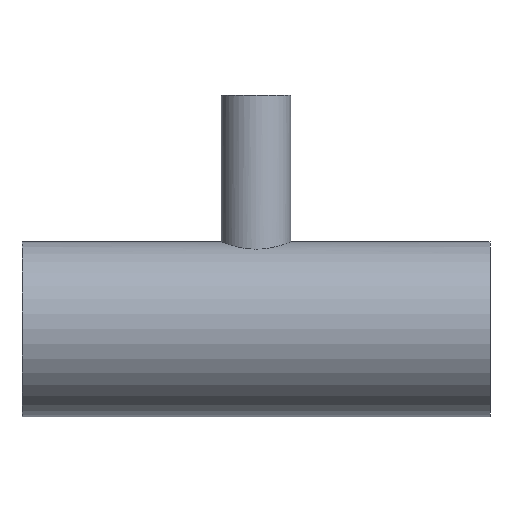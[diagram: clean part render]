
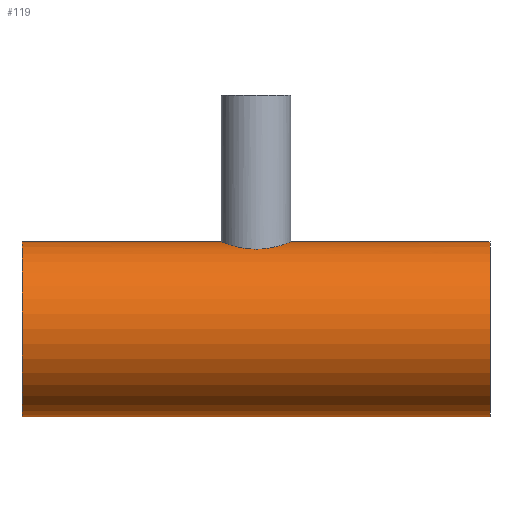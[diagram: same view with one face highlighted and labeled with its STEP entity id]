
A CAD part, front view. The second image highlights one B-rep face of the part: STEP entity #119.
In plain terms, the highlighted cylindrical face has radius 31.75 mm (diameter 63.5 mm), a full revolution.
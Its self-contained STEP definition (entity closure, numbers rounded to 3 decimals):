
#16=FACE_BOUND('',#35,.T.);
#26=FACE_OUTER_BOUND('',#34,.T.);
#34=EDGE_LOOP('',(#96,#97,#98,#99));
#35=EDGE_LOOP('',(#100,#101));
#44=B_SPLINE_CURVE_WITH_KNOTS('',3,(#237,#238,#239,#240,#241,#242,#243,
#244,#245,#246,#247,#248,#249,#250),.UNSPECIFIED.,.F.,.F.,(4,2,2,2,2,2,
4),(0.,0.242,0.485,0.969,1.453,
1.695,1.937),.UNSPECIFIED.);
#45=B_SPLINE_CURVE_WITH_KNOTS('',3,(#251,#252,#253,#254,#255,#256,#257,
#258,#259,#260,#261,#262,#263,#264,#265,#266,#267,#268,#269,#270,#271,#272,
#273,#274,#275,#276,#277,#278,#279,#280,#281,#282,#283,#284,#285,#286,#287,
#288),.UNSPECIFIED.,.F.,.F.,(4,2,2,2,2,2,2,2,2,2,2,2,2,2,2,2,2,2,4),(1.937,
2.179,2.421,2.906,3.39,3.632,
3.875,4.117,4.359,4.844,5.328,
5.57,5.812,6.054,6.296,6.78,
7.265,7.507,7.749),.UNSPECIFIED.);
#48=LINE('',#294,#52);
#52=VECTOR('',#174,31.75);
#56=CIRCLE('',#149,31.75);
#57=CIRCLE('',#150,31.75);
#64=VERTEX_POINT('',#234);
#65=VERTEX_POINT('',#236);
#66=VERTEX_POINT('',#291);
#67=VERTEX_POINT('',#293);
#76=EDGE_CURVE('',#65,#64,#44,.T.);
#77=EDGE_CURVE('',#64,#65,#45,.T.);
#78=EDGE_CURVE('',#66,#66,#56,.T.);
#79=EDGE_CURVE('',#66,#67,#48,.T.);
#80=EDGE_CURVE('',#67,#67,#57,.T.);
#96=ORIENTED_EDGE('',*,*,#78,.F.);
#97=ORIENTED_EDGE('',*,*,#79,.T.);
#98=ORIENTED_EDGE('',*,*,#80,.F.);
#99=ORIENTED_EDGE('',*,*,#79,.F.);
#100=ORIENTED_EDGE('',*,*,#76,.T.);
#101=ORIENTED_EDGE('',*,*,#77,.T.);
#114=CYLINDRICAL_SURFACE('',#148,31.75);
#119=ADVANCED_FACE('',(#26,#16),#114,.T.);
#148=AXIS2_PLACEMENT_3D('',#290,#170,#171);
#149=AXIS2_PLACEMENT_3D('',#292,#172,#173);
#150=AXIS2_PLACEMENT_3D('',#295,#175,#176);
#170=DIRECTION('center_axis',(1.,0.,0.));
#171=DIRECTION('ref_axis',(0.,1.,0.));
#172=DIRECTION('center_axis',(1.,0.,0.));
#173=DIRECTION('ref_axis',(0.,1.,0.));
#174=DIRECTION('',(-1.,0.,0.));
#175=DIRECTION('center_axis',(-1.,0.,0.));
#176=DIRECTION('ref_axis',(0.,1.,0.));
#234=CARTESIAN_POINT('',(-12.7,0.,31.75));
#236=CARTESIAN_POINT('',(0.,-12.7,29.099));
#237=CARTESIAN_POINT('Ctrl Pts',(0.,-12.7,29.099));
#238=CARTESIAN_POINT('Ctrl Pts',(-0.808,-12.7,29.099));
#239=CARTESIAN_POINT('Ctrl Pts',(-1.639,-12.622,29.134));
#240=CARTESIAN_POINT('Ctrl Pts',(-3.288,-12.296,29.273));
#241=CARTESIAN_POINT('Ctrl Pts',(-4.104,-12.048,29.377));
#242=CARTESIAN_POINT('Ctrl Pts',(-6.446,-11.072,29.765));
#243=CARTESIAN_POINT('Ctrl Pts',(-7.862,-10.098,30.124));
#244=CARTESIAN_POINT('Ctrl Pts',(-10.097,-7.863,30.783));
#245=CARTESIAN_POINT('Ctrl Pts',(-11.072,-6.447,31.129));
#246=CARTESIAN_POINT('Ctrl Pts',(-12.048,-4.104,31.494));
#247=CARTESIAN_POINT('Ctrl Pts',(-12.296,-3.287,31.59));
#248=CARTESIAN_POINT('Ctrl Pts',(-12.622,-1.638,31.718));
#249=CARTESIAN_POINT('Ctrl Pts',(-12.7,-0.807,31.75));
#250=CARTESIAN_POINT('Ctrl Pts',(-12.7,0.,31.75));
#251=CARTESIAN_POINT('Ctrl Pts',(-12.7,0.,31.75));
#252=CARTESIAN_POINT('Ctrl Pts',(-12.7,0.807,31.75));
#253=CARTESIAN_POINT('Ctrl Pts',(-12.622,1.638,31.718));
#254=CARTESIAN_POINT('Ctrl Pts',(-12.296,3.287,31.59));
#255=CARTESIAN_POINT('Ctrl Pts',(-12.048,4.104,31.494));
#256=CARTESIAN_POINT('Ctrl Pts',(-11.072,6.447,31.129));
#257=CARTESIAN_POINT('Ctrl Pts',(-10.097,7.863,30.783));
#258=CARTESIAN_POINT('Ctrl Pts',(-7.862,10.098,30.124));
#259=CARTESIAN_POINT('Ctrl Pts',(-6.446,11.072,29.765));
#260=CARTESIAN_POINT('Ctrl Pts',(-4.104,12.048,29.377));
#261=CARTESIAN_POINT('Ctrl Pts',(-3.288,12.296,29.273));
#262=CARTESIAN_POINT('Ctrl Pts',(-1.639,12.622,29.134));
#263=CARTESIAN_POINT('Ctrl Pts',(-0.808,12.7,29.099));
#264=CARTESIAN_POINT('Ctrl Pts',(0.808,12.7,29.099));
#265=CARTESIAN_POINT('Ctrl Pts',(1.639,12.622,29.134));
#266=CARTESIAN_POINT('Ctrl Pts',(3.288,12.296,29.273));
#267=CARTESIAN_POINT('Ctrl Pts',(4.104,12.048,29.377));
#268=CARTESIAN_POINT('Ctrl Pts',(6.446,11.072,29.765));
#269=CARTESIAN_POINT('Ctrl Pts',(7.862,10.098,30.124));
#270=CARTESIAN_POINT('Ctrl Pts',(10.097,7.863,30.783));
#271=CARTESIAN_POINT('Ctrl Pts',(11.072,6.447,31.129));
#272=CARTESIAN_POINT('Ctrl Pts',(12.048,4.104,31.494));
#273=CARTESIAN_POINT('Ctrl Pts',(12.296,3.287,31.59));
#274=CARTESIAN_POINT('Ctrl Pts',(12.622,1.638,31.718));
#275=CARTESIAN_POINT('Ctrl Pts',(12.7,0.807,31.75));
#276=CARTESIAN_POINT('Ctrl Pts',(12.7,-0.807,31.75));
#277=CARTESIAN_POINT('Ctrl Pts',(12.622,-1.638,31.718));
#278=CARTESIAN_POINT('Ctrl Pts',(12.296,-3.287,31.59));
#279=CARTESIAN_POINT('Ctrl Pts',(12.048,-4.104,31.494));
#280=CARTESIAN_POINT('Ctrl Pts',(11.072,-6.447,31.129));
#281=CARTESIAN_POINT('Ctrl Pts',(10.097,-7.863,30.783));
#282=CARTESIAN_POINT('Ctrl Pts',(7.862,-10.098,30.124));
#283=CARTESIAN_POINT('Ctrl Pts',(6.446,-11.072,29.765));
#284=CARTESIAN_POINT('Ctrl Pts',(4.104,-12.048,29.377));
#285=CARTESIAN_POINT('Ctrl Pts',(3.288,-12.296,29.273));
#286=CARTESIAN_POINT('Ctrl Pts',(1.639,-12.622,29.134));
#287=CARTESIAN_POINT('Ctrl Pts',(0.808,-12.7,29.099));
#288=CARTESIAN_POINT('Ctrl Pts',(0.,-12.7,29.099));
#290=CARTESIAN_POINT('Origin',(0.,0.,0.));
#291=CARTESIAN_POINT('',(85.,-31.75,0.));
#292=CARTESIAN_POINT('Origin',(85.,0.,0.));
#293=CARTESIAN_POINT('',(-85.,-31.75,0.));
#294=CARTESIAN_POINT('',(0.,-31.75,0.));
#295=CARTESIAN_POINT('Origin',(-85.,0.,0.));
